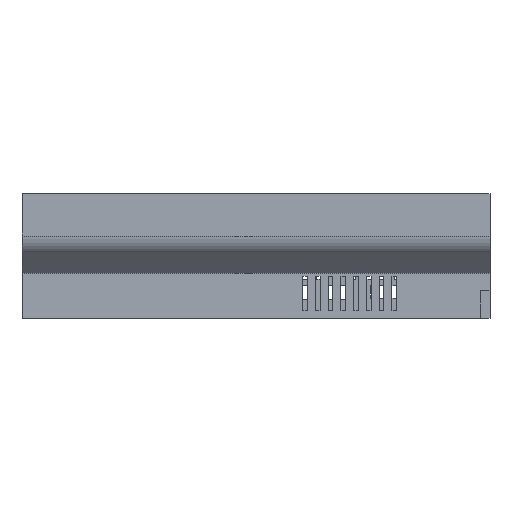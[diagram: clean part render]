
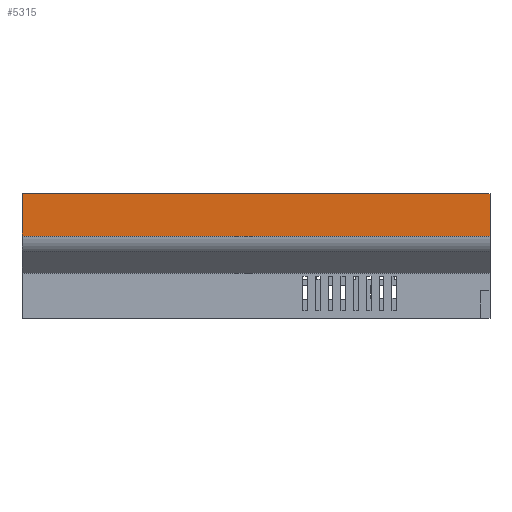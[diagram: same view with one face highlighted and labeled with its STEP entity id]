
A CAD part, front view. The second image highlights one B-rep face of the part: STEP entity #5315.
In plain terms, the highlighted planar face has unit normal (0, -1, 0).
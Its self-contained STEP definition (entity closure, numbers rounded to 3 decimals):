
#44 = PLANE('',#45);
#45 = AXIS2_PLACEMENT_3D('',#46,#47,#48);
#46 = CARTESIAN_POINT('',(0.05,55.,30.));
#47 = DIRECTION('',(1.,0.,0.));
#48 = DIRECTION('',(0.,0.,1.));
#385 = PLANE('',#386);
#386 = AXIS2_PLACEMENT_3D('',#387,#388,#389);
#387 = CARTESIAN_POINT('',(150.,48.047,20.592));
#388 = DIRECTION('',(1.,0.,0.));
#389 = DIRECTION('',(0.,0.,1.));
#1053 = VERTEX_POINT('',#1054);
#1054 = CARTESIAN_POINT('',(0.05,-9.,40.));
#1068 = PLANE('',#1069);
#1069 = AXIS2_PLACEMENT_3D('',#1070,#1071,#1072);
#1070 = CARTESIAN_POINT('',(-150.,102.,40.));
#1071 = DIRECTION('',(0.,0.,-1.));
#1072 = DIRECTION('',(0.,-1.,0.));
#1080 = EDGE_CURVE('',#1053,#1081,#1083,.T.);
#1081 = VERTEX_POINT('',#1082);
#1082 = CARTESIAN_POINT('',(0.05,-9.,26.399));
#1083 = SURFACE_CURVE('',#1084,(#1088,#1095),.PCURVE_S1.);
#1084 = LINE('',#1085,#1086);
#1085 = CARTESIAN_POINT('',(0.05,-9.,35.));
#1086 = VECTOR('',#1087,1.);
#1087 = DIRECTION('',(0.,0.,-1.));
#1088 = PCURVE('',#44,#1089);
#1089 = DEFINITIONAL_REPRESENTATION('',(#1090),#1094);
#1090 = LINE('',#1091,#1092);
#1091 = CARTESIAN_POINT('',(5.,64.));
#1092 = VECTOR('',#1093,1.);
#1093 = DIRECTION('',(-1.,0.));
#1094 = ( GEOMETRIC_REPRESENTATION_CONTEXT(2) 
PARAMETRIC_REPRESENTATION_CONTEXT() REPRESENTATION_CONTEXT('2D SPACE',''
  ) );
#1095 = PCURVE('',#1096,#1101);
#1096 = PLANE('',#1097);
#1097 = AXIS2_PLACEMENT_3D('',#1098,#1099,#1100);
#1098 = CARTESIAN_POINT('',(-150.,-9.,40.));
#1099 = DIRECTION('',(0.,1.,0.));
#1100 = DIRECTION('',(0.,0.,-1.));
#1101 = DEFINITIONAL_REPRESENTATION('',(#1102),#1106);
#1102 = LINE('',#1103,#1104);
#1103 = CARTESIAN_POINT('',(5.,-150.05));
#1104 = VECTOR('',#1105,1.);
#1105 = DIRECTION('',(1.,0.));
#1106 = ( GEOMETRIC_REPRESENTATION_CONTEXT(2) 
PARAMETRIC_REPRESENTATION_CONTEXT() REPRESENTATION_CONTEXT('2D SPACE',''
  ) );
#1129 = CYLINDRICAL_SURFACE('',#1130,7.);
#1130 = AXIS2_PLACEMENT_3D('',#1131,#1132,#1133);
#1131 = CARTESIAN_POINT('',(-150.,-2.,26.399));
#1132 = DIRECTION('',(-1.,0.,0.));
#1133 = DIRECTION('',(0.,1.,0.));
#3126 = VERTEX_POINT('',#3127);
#3127 = CARTESIAN_POINT('',(150.,-9.,40.));
#3148 = EDGE_CURVE('',#3126,#3149,#3151,.T.);
#3149 = VERTEX_POINT('',#3150);
#3150 = CARTESIAN_POINT('',(150.,-9.,26.399));
#3151 = SURFACE_CURVE('',#3152,(#3156,#3163),.PCURVE_S1.);
#3152 = LINE('',#3153,#3154);
#3153 = CARTESIAN_POINT('',(150.,-9.,40.));
#3154 = VECTOR('',#3155,1.);
#3155 = DIRECTION('',(0.,0.,-1.));
#3156 = PCURVE('',#385,#3157);
#3157 = DEFINITIONAL_REPRESENTATION('',(#3158),#3162);
#3158 = LINE('',#3159,#3160);
#3159 = CARTESIAN_POINT('',(19.408,57.047));
#3160 = VECTOR('',#3161,1.);
#3161 = DIRECTION('',(-1.,0.));
#3162 = ( GEOMETRIC_REPRESENTATION_CONTEXT(2) 
PARAMETRIC_REPRESENTATION_CONTEXT() REPRESENTATION_CONTEXT('2D SPACE',''
  ) );
#3163 = PCURVE('',#1096,#3164);
#3164 = DEFINITIONAL_REPRESENTATION('',(#3165),#3169);
#3165 = LINE('',#3166,#3167);
#3166 = CARTESIAN_POINT('',(0.,-300.));
#3167 = VECTOR('',#3168,1.);
#3168 = DIRECTION('',(1.,0.));
#3169 = ( GEOMETRIC_REPRESENTATION_CONTEXT(2) 
PARAMETRIC_REPRESENTATION_CONTEXT() REPRESENTATION_CONTEXT('2D SPACE',''
  ) );
#5293 = EDGE_CURVE('',#1081,#3149,#5294,.T.);
#5294 = SURFACE_CURVE('',#5295,(#5299,#5306),.PCURVE_S1.);
#5295 = LINE('',#5296,#5297);
#5296 = CARTESIAN_POINT('',(-150.,-9.,26.399));
#5297 = VECTOR('',#5298,1.);
#5298 = DIRECTION('',(1.,0.,0.));
#5299 = PCURVE('',#1129,#5300);
#5300 = DEFINITIONAL_REPRESENTATION('',(#5301),#5305);
#5301 = LINE('',#5302,#5303);
#5302 = CARTESIAN_POINT('',(-3.142,0.));
#5303 = VECTOR('',#5304,1.);
#5304 = DIRECTION('',(-0.,-1.));
#5305 = ( GEOMETRIC_REPRESENTATION_CONTEXT(2) 
PARAMETRIC_REPRESENTATION_CONTEXT() REPRESENTATION_CONTEXT('2D SPACE',''
  ) );
#5306 = PCURVE('',#1096,#5307);
#5307 = DEFINITIONAL_REPRESENTATION('',(#5308),#5312);
#5308 = LINE('',#5309,#5310);
#5309 = CARTESIAN_POINT('',(13.601,0.));
#5310 = VECTOR('',#5311,1.);
#5311 = DIRECTION('',(0.,-1.));
#5312 = ( GEOMETRIC_REPRESENTATION_CONTEXT(2) 
PARAMETRIC_REPRESENTATION_CONTEXT() REPRESENTATION_CONTEXT('2D SPACE',''
  ) );
#5315 = ADVANCED_FACE('',(#5316),#1096,.F.);
#5316 = FACE_BOUND('',#5317,.F.);
#5317 = EDGE_LOOP('',(#5318,#5319,#5340,#5341));
#5318 = ORIENTED_EDGE('',*,*,#1080,.F.);
#5319 = ORIENTED_EDGE('',*,*,#5320,.T.);
#5320 = EDGE_CURVE('',#1053,#3126,#5321,.T.);
#5321 = SURFACE_CURVE('',#5322,(#5326,#5333),.PCURVE_S1.);
#5322 = LINE('',#5323,#5324);
#5323 = CARTESIAN_POINT('',(-150.,-9.,40.));
#5324 = VECTOR('',#5325,1.);
#5325 = DIRECTION('',(1.,0.,0.));
#5326 = PCURVE('',#1096,#5327);
#5327 = DEFINITIONAL_REPRESENTATION('',(#5328),#5332);
#5328 = LINE('',#5329,#5330);
#5329 = CARTESIAN_POINT('',(0.,0.));
#5330 = VECTOR('',#5331,1.);
#5331 = DIRECTION('',(0.,-1.));
#5332 = ( GEOMETRIC_REPRESENTATION_CONTEXT(2) 
PARAMETRIC_REPRESENTATION_CONTEXT() REPRESENTATION_CONTEXT('2D SPACE',''
  ) );
#5333 = PCURVE('',#1068,#5334);
#5334 = DEFINITIONAL_REPRESENTATION('',(#5335),#5339);
#5335 = LINE('',#5336,#5337);
#5336 = CARTESIAN_POINT('',(111.,0.));
#5337 = VECTOR('',#5338,1.);
#5338 = DIRECTION('',(0.,-1.));
#5339 = ( GEOMETRIC_REPRESENTATION_CONTEXT(2) 
PARAMETRIC_REPRESENTATION_CONTEXT() REPRESENTATION_CONTEXT('2D SPACE',''
  ) );
#5340 = ORIENTED_EDGE('',*,*,#3148,.T.);
#5341 = ORIENTED_EDGE('',*,*,#5293,.F.);
